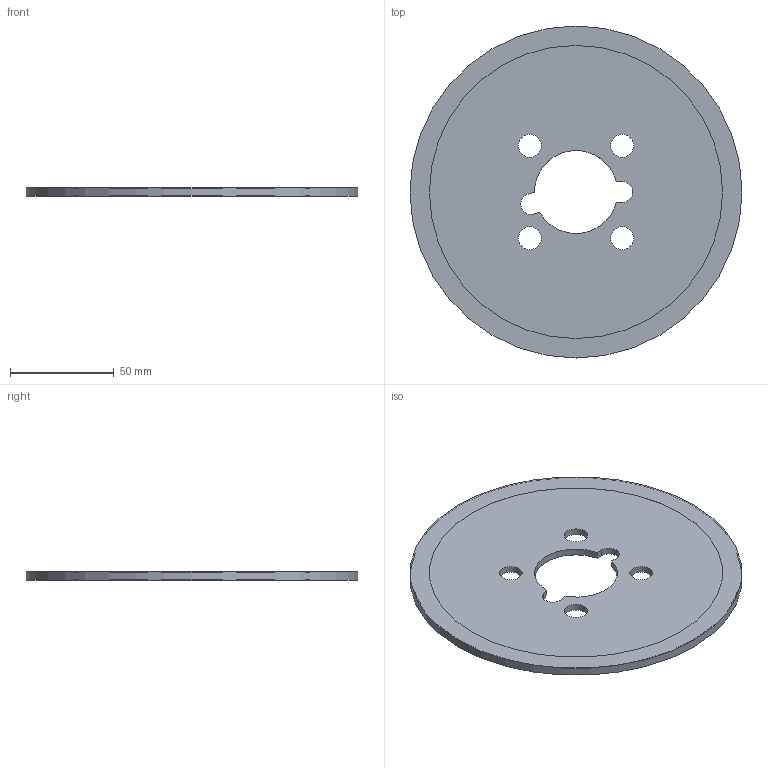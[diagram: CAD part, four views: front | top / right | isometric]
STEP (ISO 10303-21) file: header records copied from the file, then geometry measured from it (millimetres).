
FILE_DESCRIPTION(/* description */ (''),/* implementation_level */ '2;1');
FILE_NAME(/* name */ '335.10-160-04.40-12.stp',/* time_stamp */ '2017-09-14T10:21:07+06:00',/* author */ (''),/* organization */ (''),/* preprocessor_version */ 'ST-DEVELOPER v16',/* originating_system */ 'SIEMENS PLM Software NX 11.0',/* authorisation */ '');
FILE_SCHEMA (('AUTOMOTIVE_DESIGN { 1 0 10303 214 3 1 1 1 }'));
Length unit declared in the file: millimetre
Products named in the file (1): 335.10-160-04.40-12
Bounding box: 160 x 160 x 4.09 mm (x, y, z)
Volume: 79428.4 mm3; surface area: 51465.8 mm2
Topology: 2 solids, 2 shells, 23 faces, 55 edges, 36 vertices
Faces by surface type: cylinder 12, plane 8, revolution 3
Full cylindrical faces by diameter (mm): 11 x4, 141.311 x2, 158.8 x1, 160 x1
Entity records: 698 total; most frequent: DIRECTION 121, CARTESIAN_POINT 109, ORIENTED_EDGE 84, AXIS2_PLACEMENT_3D 50, EDGE_LOOP 46, EDGE_CURVE 42, FACE_BOUND 38, VERTEX_POINT 34
